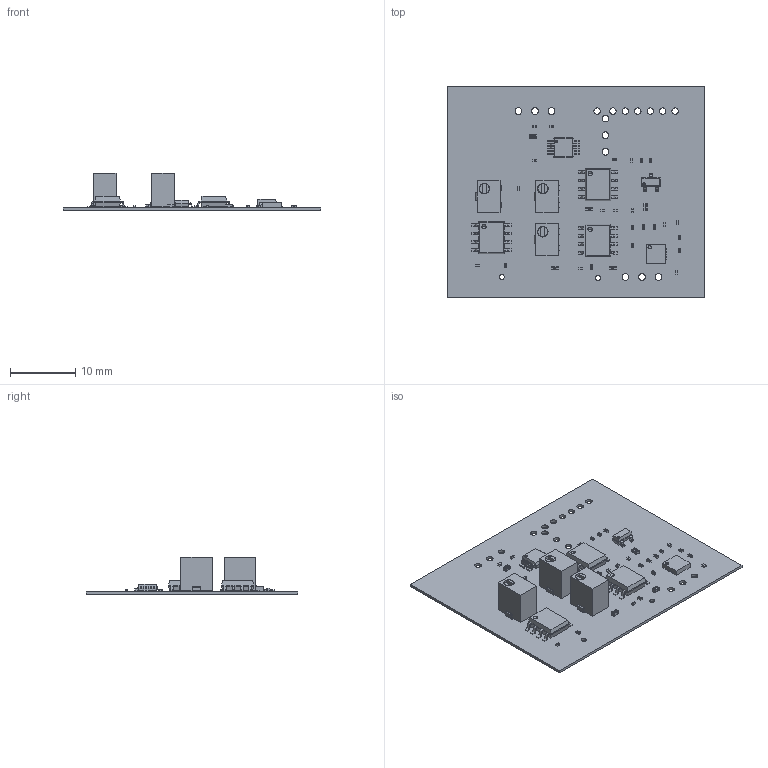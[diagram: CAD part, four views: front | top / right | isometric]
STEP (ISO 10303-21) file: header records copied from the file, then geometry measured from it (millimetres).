
FILE_DESCRIPTION(('Open CASCADE Model'),'2;1');
FILE_NAME('Open CASCADE Shape Model','2019-05-09T14:51:24',('Author'),( 'Open CASCADE'),'Open CASCADE STEP processor 6.8','Open CASCADE 6.8' ,'Unknown');
FILE_SCHEMA(('AUTOMOTIVE_DESIGN { 1 0 10303 214 1 1 1 1 }'));
Length unit declared in the file: millimetre
Products named in the file (57): PCB; Board; C1; Capacitor_0201; C2; C3; Capacitor_0402; C4; C5; C6; C7; C8; C9; C11; C14; R1; Resistor_0201; R2; SM-42TW; _SM-42W; _SM-42-dial; _SM-42W_terminal; _SM-42W_terminal-2; R3; R4; R5; R6; R7; R8; R9; R10; R11; R12; R13; R14; R15; U1; AD9833BRMZ; U2; 8-SOIC ...
Assembly tree (107 placements, depth 4):
  PCB
    Board
    C1
      Capacitor_0201
    C2
      Capacitor_0201
    C3
      Capacitor_0402
      Capacitor_0402
      Capacitor_0402
      Capacitor_0402
      Capacitor_0402
      Capacitor_0402
    C4
      Capacitor_0201
    C5
      Capacitor_0402
      Capacitor_0402
      Capacitor_0402
      Capacitor_0402
      Capacitor_0402
      Capacitor_0402
    C6
      Capacitor_0201
    C7
      Capacitor_0201
    C8
      Capacitor_0201
    C9
      Capacitor_0201
    C11
      Capacitor_0201
    C14
      Capacitor_0201
    R1
      Resistor_0201
    R2
      SM-42TW
        _SM-42W
        _SM-42-dial
        _SM-42W_terminal
        _SM-42W_terminal-2  x2
    R3
      SM-42TW
        _SM-42W
        _SM-42-dial
        _SM-42W_terminal
        _SM-42W_terminal-2  x2
    R4
      Resistor_0201
    R5
      Resistor_0201
    R6
      Resistor_0201
    R7
      Resistor_0201
    R8
      Resistor_0201
    R9
      Resistor_0201
Bounding box: 39.5 x 32.38 x 5.69 mm (x, y, z)
Volume: 890.5 mm3; surface area: 3414.8 mm2
Topology: 109 solids, 109 shells, 3191 faces, 7937 edges, 4842 vertices
Faces by surface type: plane 1898, cylinder 747, bspline 264, sphere 232, torus 40, cone 10
Full cylindrical faces by diameter (mm): 0.762 x2, 0.991 x7, 1.016 x2, 1.02 x7, 1.5 x3, 1.6 x3
Entity records: 30426 total; most frequent: CARTESIAN_POINT 6142, DIRECTION 4065, ORIENTED_EDGE 3954, EDGE_CURVE 1977, LINE 1471, VECTOR 1471, AXIS2_PLACEMENT_3D 1297, VERTEX_POINT 1258
